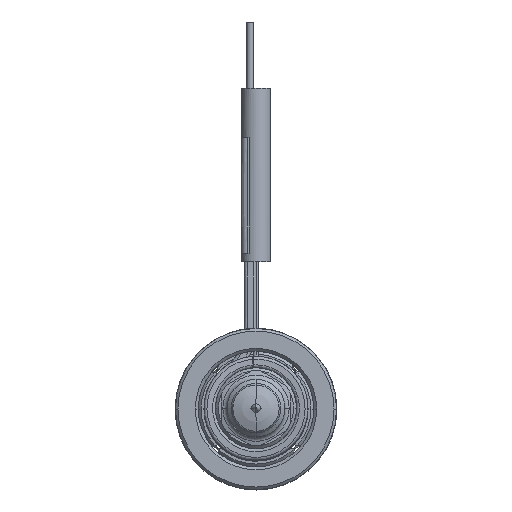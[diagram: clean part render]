
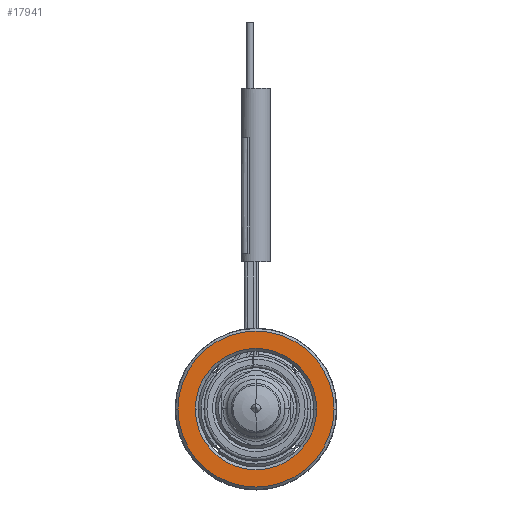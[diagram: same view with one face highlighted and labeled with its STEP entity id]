
A CAD part, top view. The second image highlights one B-rep face of the part: STEP entity #17941.
In plain terms, the highlighted planar face has unit normal (0, 0, 1).
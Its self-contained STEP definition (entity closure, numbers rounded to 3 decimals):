
#6116=CARTESIAN_POINT('',(0.,0.,22.));
#6117=DIRECTION('',(0.,0.,-1.));
#6118=DIRECTION('',(-1.,0.,0.));
#6119=AXIS2_PLACEMENT_3D('',#6116,#6117,#6118);
#6130=CARTESIAN_POINT('',(0.,0.,
22.));
#6131=DIRECTION('',(0.,0.,-1.));
#6132=DIRECTION('',(1.,0.,0.));
#6133=AXIS2_PLACEMENT_3D('',#6130,#6131,#6132);
#6144=CARTESIAN_POINT('',(0.,0.,
22.));
#6145=DIRECTION('',(0.,0.,-1.));
#6146=DIRECTION('',(1.,0.,0.));
#6147=AXIS2_PLACEMENT_3D('',#6144,#6145,#6146);
#6158=CARTESIAN_POINT('',(0.,0.,
22.));
#6159=DIRECTION('',(0.,0.,-1.));
#6160=DIRECTION('',(-1.,0.,0.));
#6161=AXIS2_PLACEMENT_3D('',#6158,#6159,#6160);
#7535=CARTESIAN_POINT('',(13.5,0.,22.));
#7536=CARTESIAN_POINT('',(-13.5,0.,22.));
#7537=VERTEX_POINT('',#7535);
#7538=VERTEX_POINT('',#7536);
#7539=CARTESIAN_POINT('',(10.5,0.,22.));
#7540=CARTESIAN_POINT('',(-10.5,0.,22.));
#7541=VERTEX_POINT('',#7539);
#7542=VERTEX_POINT('',#7540);
#17926=CARTESIAN_POINT('',(0.,0.,22.));
#17927=DIRECTION('',(0.,0.,1.));
#17928=DIRECTION('',(-1.,0.,0.));
#17929=AXIS2_PLACEMENT_3D('',#17926,#17927,#17928);
#17930=PLANE('',#17929);
#17931=ORIENTED_EDGE('',*,*,#17908,.T.);
#17932=ORIENTED_EDGE('',*,*,#17893,.T.);
#17933=EDGE_LOOP('',(#17931,#17932));
#17934=FACE_OUTER_BOUND('',#17933,.F.);
#17936=ORIENTED_EDGE('',*,*,#17935,.F.);
#17938=ORIENTED_EDGE('',*,*,#17937,.F.);
#17939=EDGE_LOOP('',(#17936,#17938));
#17940=FACE_BOUND('',#17939,.F.);
#6120=CIRCLE('',#6119,13.5);
#6134=CIRCLE('',#6133,13.5);
#6148=CIRCLE('',#6147,10.5);
#6162=CIRCLE('',#6161,10.5);
#17893=EDGE_CURVE('',#7538,#7537,#6120,.T.);
#17908=EDGE_CURVE('',#7537,#7538,#6134,.T.);
#17935=EDGE_CURVE('',#7541,#7542,#6148,.T.);
#17937=EDGE_CURVE('',#7542,#7541,#6162,.T.);
#17941=ADVANCED_FACE('',(#17934,#17940),#17930,.T.);
